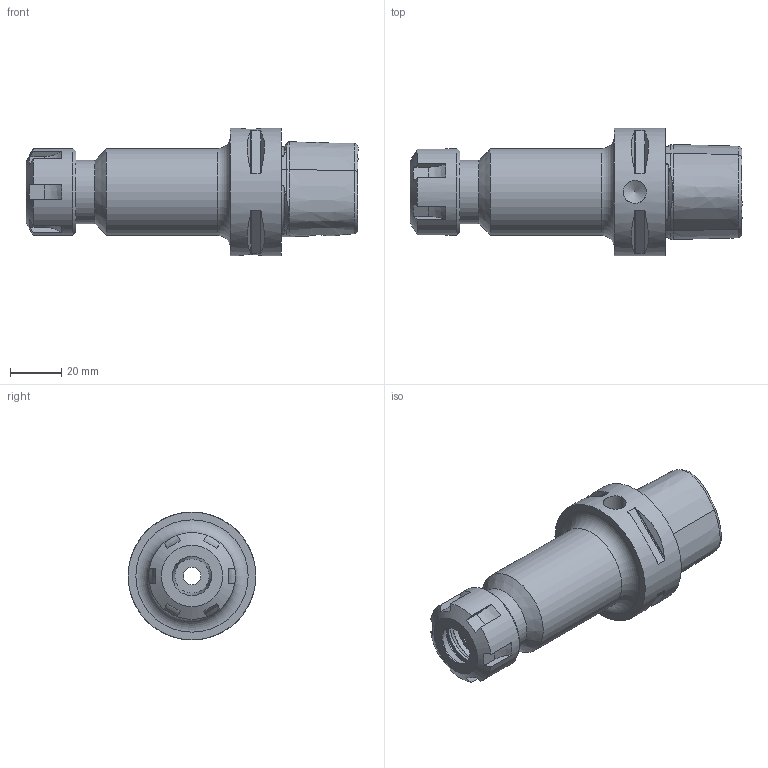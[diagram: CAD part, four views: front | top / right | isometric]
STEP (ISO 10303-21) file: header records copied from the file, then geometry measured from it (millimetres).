
FILE_DESCRIPTION(/* description */ (''),/* implementation_level */ '2;1');
FILE_NAME(/* name */ '05_13_2.stp',/* time_stamp */ '2022-06-02T10:20:12+02:00',/* author */ ('cad'),/* organization */ (''),/* preprocessor_version */ 'ST-DEVELOPER v18.1',/* originating_system */ 'Autodesk Inventor 2021',/* authorisation */ '');
FILE_SCHEMA (('AUTOMOTIVE_DESIGN { 1 0 10303 214 3 1 1 }'));
Length unit declared in the file: inch
Products named in the file (1): 05_13_2_Shrinkwrap_1
Bounding box: 130 x 50 x 50 mm (x, y, z)
Volume: 111170.4 mm3; surface area: 25986.6 mm2
Topology: 1 solids, 1 shells, 142 faces, 390 edges, 264 vertices
Faces by surface type: plane 58, cylinder 30, bspline 26, cone 24, torus 4
Full cylindrical faces by diameter (mm): 5 x1, 6.1 x2, 6.917 x1, 9 x1, 10 x1, 13.5 x1, 14.376 x1, 15.4 x1, 16.3 x1, 20.5 x1, 21 x2, 22 x1, 23.376 x1, 24 x1, 25 x1, 25.5 x1, 34 x2, 50 x1
Entity records: 5928 total; most frequent: CARTESIAN_POINT 2310, ORIENTED_EDGE 774, DIRECTION 644, EDGE_CURVE 387, AXIS2_PLACEMENT_3D 272, VERTEX_POINT 264, EDGE_LOOP 163, CIRCLE 147
